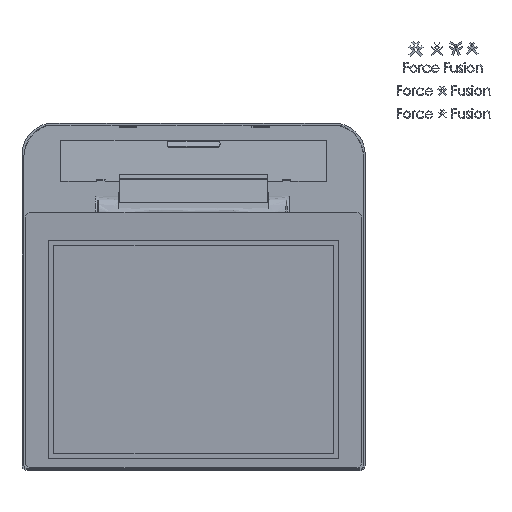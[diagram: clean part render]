
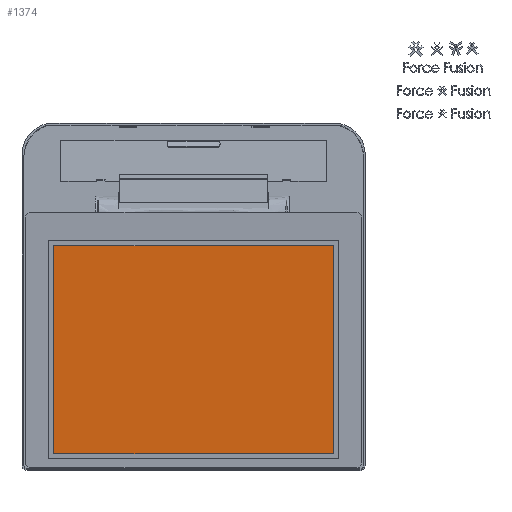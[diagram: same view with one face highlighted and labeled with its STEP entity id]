
A CAD part, top view. The second image highlights one B-rep face of the part: STEP entity #1374.
In plain terms, the highlighted planar face has unit normal (0, -0.087, 0.996).
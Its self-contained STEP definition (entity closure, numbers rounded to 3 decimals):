
#1374=ADVANCED_FACE('',(#2377),#16051,.T.);
#2377=FACE_OUTER_BOUND('',#3413,.T.);
#3413=EDGE_LOOP('',(#6346,#6347,#6348,#6349));
#6346=ORIENTED_EDGE('',*,*,#10144,.T.);
#6347=ORIENTED_EDGE('',*,*,#10145,.T.);
#6348=ORIENTED_EDGE('',*,*,#10146,.T.);
#6349=ORIENTED_EDGE('',*,*,#10147,.T.);
#10144=EDGE_CURVE('',#14728,#14727,#12721,.T.);
#10145=EDGE_CURVE('',#14727,#14729,#12722,.T.);
#10146=EDGE_CURVE('',#14729,#14730,#12723,.T.);
#10147=EDGE_CURVE('',#14730,#14728,#12724,.T.);
#12721=B_SPLINE_CURVE_WITH_KNOTS('',1,(#23194,#23195),.UNSPECIFIED.,.F.,
 .F.,(2,2),(0.,158.),.UNSPECIFIED.);
#12722=B_SPLINE_CURVE_WITH_KNOTS('',1,(#23196,#23197),.UNSPECIFIED.,.F.,
 .F.,(2,2),(158.,276.),.UNSPECIFIED.);
#12723=B_SPLINE_CURVE_WITH_KNOTS('',1,(#23198,#23199),.UNSPECIFIED.,.F.,
 .F.,(2,2),(276.,434.),.UNSPECIFIED.);
#12724=B_SPLINE_CURVE_WITH_KNOTS('',1,(#23200,#23201),.UNSPECIFIED.,.F.,
 .F.,(2,2),(434.,552.),.UNSPECIFIED.);
#14727=VERTEX_POINT('',#23170);
#14728=VERTEX_POINT('',#23171);
#14729=VERTEX_POINT('',#23172);
#14730=VERTEX_POINT('',#23173);
#16051=PLANE('',#16748);
#16748=AXIS2_PLACEMENT_3D('',#23159,#17429,$);
#17429=DIRECTION('',(0.,-0.087,0.996));
#23159=CARTESIAN_POINT('',(18.,9.524,11.533));
#23170=CARTESIAN_POINT('',(176.,9.524,11.533));
#23171=CARTESIAN_POINT('',(18.,9.524,11.533));
#23172=CARTESIAN_POINT('',(176.,127.075,21.817));
#23173=CARTESIAN_POINT('',(18.,127.075,21.817));
#23194=CARTESIAN_POINT('',(18.,9.524,11.533));
#23195=CARTESIAN_POINT('',(176.,9.524,11.533));
#23196=CARTESIAN_POINT('',(176.,9.524,11.533));
#23197=CARTESIAN_POINT('',(176.,127.075,21.817));
#23198=CARTESIAN_POINT('',(176.,127.075,21.817));
#23199=CARTESIAN_POINT('',(18.,127.075,21.817));
#23200=CARTESIAN_POINT('',(18.,127.075,21.817));
#23201=CARTESIAN_POINT('',(18.,9.524,11.533));
